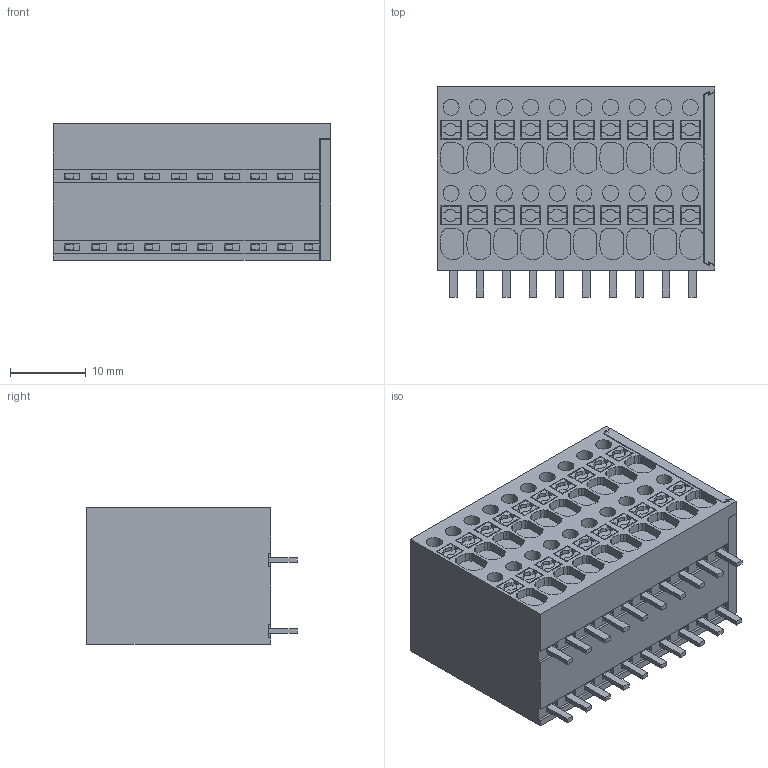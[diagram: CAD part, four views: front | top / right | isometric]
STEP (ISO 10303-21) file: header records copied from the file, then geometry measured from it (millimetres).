
FILE_DESCRIPTION(('CATIA V5R24 STEP','CAx-IF Rec.Pracs.--- Model Styling and Organization---1.2---2011-12-15'),'2;1');
FILE_NAME ('D1461290_0_2001020000_2001020000.stp','2017-04-11T08:48:06+00:00',('none'),('Weidmueller'),'CATIA Version 5-6 Release 2014 SP4 HF52','CATIA V5 STEP AP214','none');
FILE_SCHEMA(('AUTOMOTIVE_DESIGN { 1 0 10303 214 1 1 1 1 }'));
Length unit declared in the file: millimetre
Products named in the file (1): 2001020000_S
Bounding box: 36.5 x 27.7 x 18 mm (x, y, z)
Volume: 15390 mm3; surface area: 6198.3 mm2
Topology: 41 solids, 41 shells, 976 faces, 2472 edges, 1650 vertices
Faces by surface type: plane 736, cylinder 160, cone 80
Entity records: 29509 total; most frequent: CARTESIAN_POINT 6838, ORIENTED_EDGE 4944, DIRECTION 3677, EDGE_CURVE 2472, VECTOR 1912, LINE 1912, VERTEX_POINT 1650, EDGE_LOOP 1052
